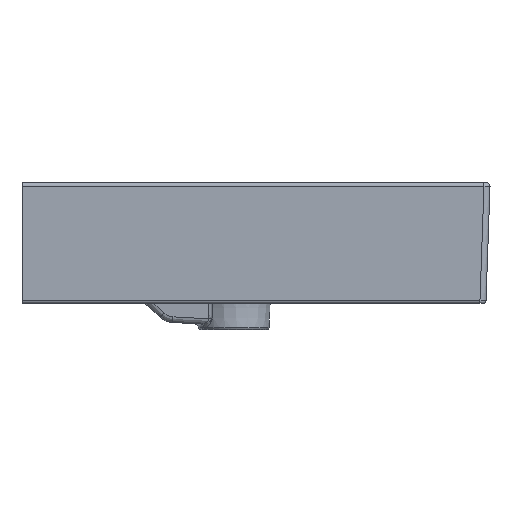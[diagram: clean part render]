
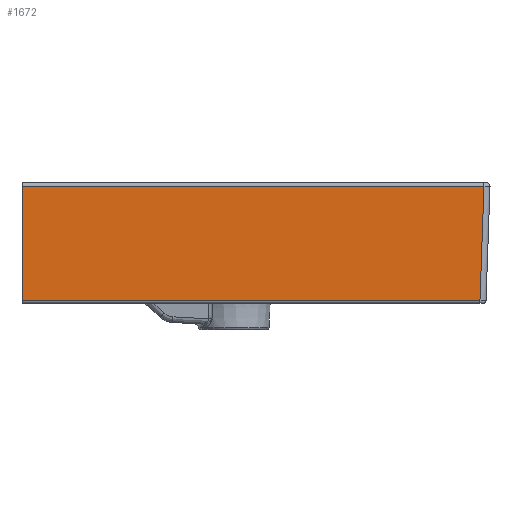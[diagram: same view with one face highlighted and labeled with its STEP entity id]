
A CAD part, left-side view. The second image highlights one B-rep face of the part: STEP entity #1672.
In plain terms, the highlighted planar face has unit normal (-1, 0, -0.018).
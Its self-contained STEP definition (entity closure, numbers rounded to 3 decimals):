
#642=PLANE('',#8963);
#803=LINE('',#12471,#984);
#886=LINE('',#17291,#1067);
#887=LINE('',#17294,#1068);
#888=LINE('',#17295,#1069);
#984=VECTOR('',#9545,1.);
#1067=VECTOR('',#9920,1.);
#1068=VECTOR('',#9921,1.);
#1069=VECTOR('',#9922,1.);
#1672=ADVANCED_FACE('',(#2278),#642,.T.);
#2278=FACE_OUTER_BOUND('',#2866,.T.);
#2866=EDGE_LOOP('',(#4202,#4203,#4204,#4205));
#4202=ORIENTED_EDGE('',*,*,#7440,.F.);
#4203=ORIENTED_EDGE('',*,*,#7441,.T.);
#4204=ORIENTED_EDGE('',*,*,#6982,.F.);
#4205=ORIENTED_EDGE('',*,*,#7442,.F.);
#6206=VERTEX_POINT('',#12470);
#6207=VERTEX_POINT('',#12472);
#6550=VERTEX_POINT('',#17292);
#6551=VERTEX_POINT('',#17293);
#6982=EDGE_CURVE('',#6206,#6207,#803,.T.);
#7440=EDGE_CURVE('',#6550,#6551,#886,.T.);
#7441=EDGE_CURVE('',#6550,#6207,#887,.T.);
#7442=EDGE_CURVE('',#6551,#6206,#888,.T.);
#8963=AXIS2_PLACEMENT_3D('',#17296,#9923,#9924);
#9545=DIRECTION('',(-0.017,0.,1.));
#9920=DIRECTION('',(0.017,0.035,-0.999));
#9921=DIRECTION('',(0.,1.,0.));
#9922=DIRECTION('',(0.,1.,0.));
#9923=DIRECTION('',(-1.,0.,-0.017));
#9924=DIRECTION('',(0.017,0.,-1.));
#12470=CARTESIAN_POINT('',(-599.971,0.,-102.544));
#12471=CARTESIAN_POINT('',(-599.772,0.,-113.96));
#12472=CARTESIAN_POINT('',(-601.952,0.,10.93));
#17291=CARTESIAN_POINT('',(-601.703,-457.63,-3.307));
#17292=CARTESIAN_POINT('',(-601.952,-458.127,10.93));
#17293=CARTESIAN_POINT('',(-599.971,-454.165,-102.544));
#17294=CARTESIAN_POINT('',(-601.952,0.,10.93));
#17295=CARTESIAN_POINT('',(-599.971,0.,-102.544));
#17296=CARTESIAN_POINT('',(-599.985,0.,-101.745));
